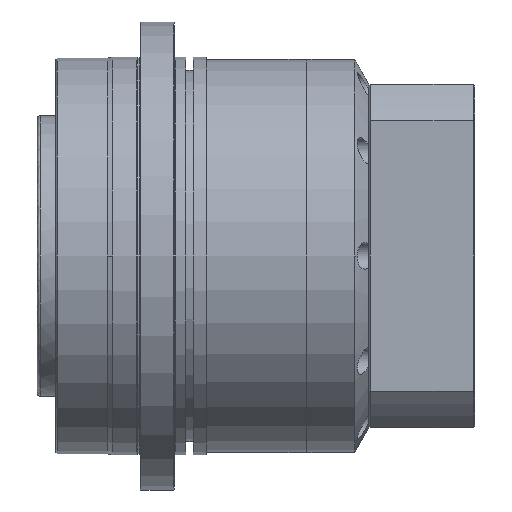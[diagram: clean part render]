
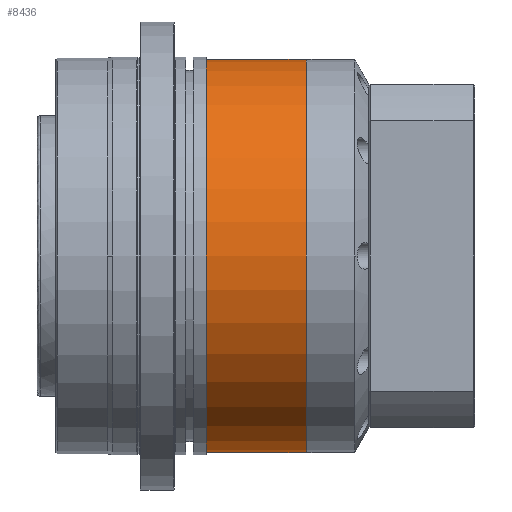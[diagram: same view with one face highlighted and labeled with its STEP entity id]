
A CAD part, front view. The second image highlights one B-rep face of the part: STEP entity #8436.
In plain terms, the highlighted cylindrical face has radius 126.008 mm (diameter 252.016 mm), a partial arc.
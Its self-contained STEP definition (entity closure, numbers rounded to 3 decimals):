
#1275 = VERTEX_POINT ( 'NONE', #3032 ) ;
#2891 = ORIENTED_EDGE ( 'NONE', *, *, #6720, .T. ) ;
#2946 = DIRECTION ( 'NONE',  ( -1., 0., 0. ) ) ;
#3032 = CARTESIAN_POINT ( 'NONE',  ( 2446.097, 1452.259, -126.008 ) ) ;
#3089 = CARTESIAN_POINT ( 'NONE',  ( 2329.373, 1452.259, 0. ) ) ;
#3736 = AXIS2_PLACEMENT_3D ( 'NONE', #3089, #2946, #14216 ) ;
#4688 = EDGE_CURVE ( 'NONE', #1275, #4914, #17925, .T. ) ;
#4914 = VERTEX_POINT ( 'NONE', #15356 ) ;
#5406 = EDGE_LOOP ( 'NONE', ( #10338, #6702, #14487, #2891 ) ) ;
#6585 = VECTOR ( 'NONE', #11905, 1000. ) ;
#6702 = ORIENTED_EDGE ( 'NONE', *, *, #10585, .T. ) ;
#6720 = EDGE_CURVE ( 'NONE', #11556, #4914, #13299, .T. ) ;
#7229 = AXIS2_PLACEMENT_3D ( 'NONE', #18928, #17309, #9330 ) ;
#7256 = CARTESIAN_POINT ( 'NONE',  ( 2446.097, 1452.259, 0. ) ) ;
#7425 = LINE ( 'NONE', #15373, #14205 ) ;
#8436 = ADVANCED_FACE ( 'NONE', ( #12994 ), #14772, .T. ) ;
#8863 = DIRECTION ( 'NONE',  ( 0., 0., 1. ) ) ;
#8891 = DIRECTION ( 'NONE',  ( -1., 0., 0. ) ) ;
#9330 = DIRECTION ( 'NONE',  ( 0., 0., 1. ) ) ;
#9838 = AXIS2_PLACEMENT_3D ( 'NONE', #7256, #17097, #8863 ) ;
#10178 = CARTESIAN_POINT ( 'NONE',  ( 2382.096, 1452.259, 126.008 ) ) ;
#10338 = ORIENTED_EDGE ( 'NONE', *, *, #4688, .F. ) ;
#10585 = EDGE_CURVE ( 'NONE', #1275, #15508, #18686, .T. ) ;
#11556 = VERTEX_POINT ( 'NONE', #10178 ) ;
#11905 = DIRECTION ( 'NONE',  ( -1., 0., 0. ) ) ;
#12045 = CARTESIAN_POINT ( 'NONE',  ( 2446.097, 1452.259, 126.008 ) ) ;
#12994 = FACE_OUTER_BOUND ( 'NONE', #5406, .T. ) ;
#13299 = CIRCLE ( 'NONE', #7229, 126.008 ) ;
#14205 = VECTOR ( 'NONE', #8891, 1000. ) ;
#14216 = DIRECTION ( 'NONE',  ( 0., 0., 1. ) ) ;
#14487 = ORIENTED_EDGE ( 'NONE', *, *, #18600, .T. ) ;
#14772 = CYLINDRICAL_SURFACE ( 'NONE', #3736, 126.008 ) ;
#15356 = CARTESIAN_POINT ( 'NONE',  ( 2382.096, 1452.259, -126.008 ) ) ;
#15373 = CARTESIAN_POINT ( 'NONE',  ( 2329.373, 1452.259, 126.008 ) ) ;
#15508 = VERTEX_POINT ( 'NONE', #12045 ) ;
#16575 = CARTESIAN_POINT ( 'NONE',  ( 2329.373, 1452.259, -126.008 ) ) ;
#17097 = DIRECTION ( 'NONE',  ( -1., 0., 0. ) ) ;
#17309 = DIRECTION ( 'NONE',  ( 1., 0., 0. ) ) ;
#17925 = LINE ( 'NONE', #16575, #6585 ) ;
#18600 = EDGE_CURVE ( 'NONE', #15508, #11556, #7425, .T. ) ;
#18686 = CIRCLE ( 'NONE', #9838, 126.008 ) ;
#18928 = CARTESIAN_POINT ( 'NONE',  ( 2382.096, 1452.259, 0. ) ) ;
